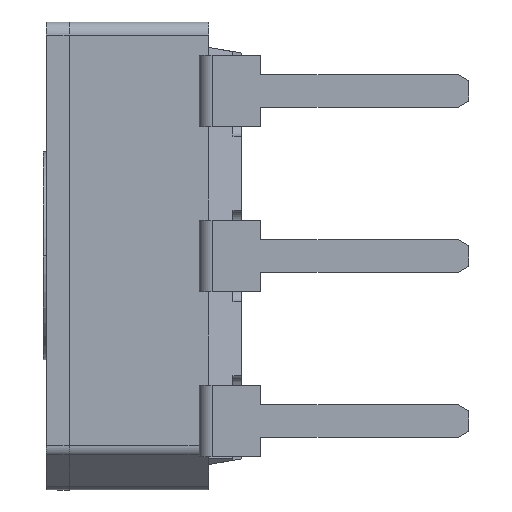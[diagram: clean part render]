
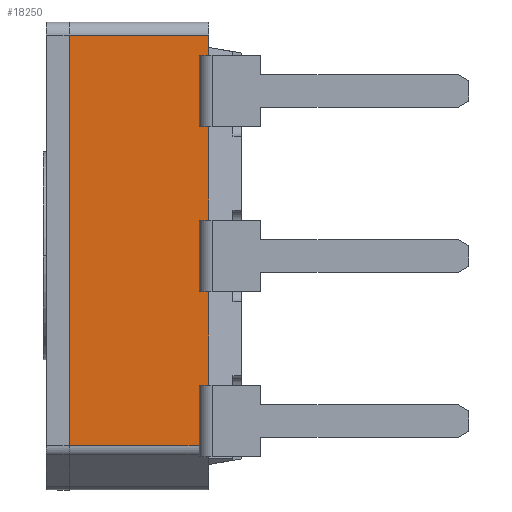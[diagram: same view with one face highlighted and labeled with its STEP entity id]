
A CAD part, left-side view. The second image highlights one B-rep face of the part: STEP entity #18250.
In plain terms, the highlighted planar face has unit normal (-1, 0, 0).
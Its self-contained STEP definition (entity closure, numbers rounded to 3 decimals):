
#103 = VERTEX_POINT ( 'NONE', #5783 ) ;
#521 = VERTEX_POINT ( 'NONE', #29730 ) ;
#848 = ORIENTED_EDGE ( 'NONE', *, *, #12747, .F. ) ;
#1038 = ORIENTED_EDGE ( 'NONE', *, *, #30057, .T. ) ;
#1088 = DIRECTION ( 'NONE',  ( 0., 1., 0. ) ) ;
#1093 = EDGE_CURVE ( 'NONE', #29607, #20954, #14116, .T. ) ;
#1698 = LINE ( 'NONE', #7795, #2502 ) ;
#1747 = CARTESIAN_POINT ( 'NONE',  ( -3.6, 0.651, 1.996 ) ) ;
#1924 = CARTESIAN_POINT ( 'NONE',  ( -3.6, 0.501, 0.55 ) ) ;
#1977 = DIRECTION ( 'NONE',  ( 0., 0., 1. ) ) ;
#2064 = LINE ( 'NONE', #24822, #9062 ) ;
#2502 = VECTOR ( 'NONE', #2839, 1000. ) ;
#2630 = DIRECTION ( 'NONE',  ( 0., 0., 1. ) ) ;
#2839 = DIRECTION ( 'NONE',  ( 0., -1., 0. ) ) ;
#3209 = VERTEX_POINT ( 'NONE', #1747 ) ;
#3266 = EDGE_CURVE ( 'NONE', #521, #22038, #17462, .T. ) ;
#3370 = VECTOR ( 'NONE', #2630, 1000. ) ;
#3392 = CARTESIAN_POINT ( 'NONE',  ( -3.6, -3.499, 3.4 ) ) ;
#3540 = EDGE_CURVE ( 'NONE', #521, #6698, #9576, .T. ) ;
#3970 = ORIENTED_EDGE ( 'NONE', *, *, #18483, .F. ) ;
#4133 = AXIS2_PLACEMENT_3D ( 'NONE', #3392, #15725, #21051 ) ;
#4399 = DIRECTION ( 'NONE',  ( 0., 1., 0. ) ) ;
#5132 = VERTEX_POINT ( 'NONE', #9549 ) ;
#5167 = VECTOR ( 'NONE', #21583, 1000. ) ;
#5230 = CARTESIAN_POINT ( 'NONE',  ( -3.6, 0.501, 1.996 ) ) ;
#5612 = CARTESIAN_POINT ( 'NONE',  ( -3.6, 2.65, -2.917 ) ) ;
#5783 = CARTESIAN_POINT ( 'NONE',  ( -3.6, 0.651, 0.551 ) ) ;
#6147 = VERTEX_POINT ( 'NONE', #8691 ) ;
#6329 = VERTEX_POINT ( 'NONE', #27429 ) ;
#6361 = CARTESIAN_POINT ( 'NONE',  ( -3.6, 0.501, 157.48 ) ) ;
#6453 = ORIENTED_EDGE ( 'NONE', *, *, #21610, .F. ) ;
#6665 = CARTESIAN_POINT ( 'NONE',  ( -3.6, 0.501, 3.09 ) ) ;
#6698 = VERTEX_POINT ( 'NONE', #8209 ) ;
#7248 = LINE ( 'NONE', #17563, #3370 ) ;
#7328 = DIRECTION ( 'NONE',  ( 0., 0., 1. ) ) ;
#7742 = EDGE_CURVE ( 'NONE', #6698, #5132, #30351, .T. ) ;
#7795 = CARTESIAN_POINT ( 'NONE',  ( -3.6, 0.501, 1.996 ) ) ;
#8209 = CARTESIAN_POINT ( 'NONE',  ( -3.6, 0.501, 3.4 ) ) ;
#8610 = CARTESIAN_POINT ( 'NONE',  ( -3.6, 0.651, -2.917 ) ) ;
#8691 = CARTESIAN_POINT ( 'NONE',  ( -3.6, 0.501, -1.99 ) ) ;
#9062 = VECTOR ( 'NONE', #27282, 1000. ) ;
#9286 = DIRECTION ( 'NONE',  ( 0., 0., 1. ) ) ;
#9549 = CARTESIAN_POINT ( 'NONE',  ( -3.6, 2.65, 3.4 ) ) ;
#9576 = LINE ( 'NONE', #30202, #9943 ) ;
#9839 = CARTESIAN_POINT ( 'NONE',  ( -3.6, 0.501, 0.55 ) ) ;
#9878 = ORIENTED_EDGE ( 'NONE', *, *, #1093, .T. ) ;
#9943 = VECTOR ( 'NONE', #20191, 1000. ) ;
#9944 = LINE ( 'NONE', #23432, #10333 ) ;
#10333 = VECTOR ( 'NONE', #1088, 1000. ) ;
#10845 = VECTOR ( 'NONE', #25685, 1000. ) ;
#10983 = ORIENTED_EDGE ( 'NONE', *, *, #29364, .F. ) ;
#11204 = EDGE_LOOP ( 'NONE', ( #31981, #21303, #32005, #10983, #9878, #19604, #32301, #6453, #26206, #3970, #29798, #848, #1038, #19112 ) ) ;
#12007 = DIRECTION ( 'NONE',  ( 0., 0., 1. ) ) ;
#12747 = EDGE_CURVE ( 'NONE', #3209, #20257, #1698, .T. ) ;
#12765 = CARTESIAN_POINT ( 'NONE',  ( -3.6, -3.499, 3.4 ) ) ;
#14116 = LINE ( 'NONE', #17279, #23862 ) ;
#15725 = DIRECTION ( 'NONE',  ( -1., 0., 0. ) ) ;
#16678 = CARTESIAN_POINT ( 'NONE',  ( -3.6, 0.651, 147.32 ) ) ;
#17034 = EDGE_CURVE ( 'NONE', #6147, #6329, #32285, .T. ) ;
#17099 = CARTESIAN_POINT ( 'NONE',  ( -3.6, 0.651, 3.09 ) ) ;
#17279 = CARTESIAN_POINT ( 'NONE',  ( -3.6, 0.651, 147.32 ) ) ;
#17462 = LINE ( 'NONE', #6665, #21750 ) ;
#17563 = CARTESIAN_POINT ( 'NONE',  ( -3.6, 0.651, 147.32 ) ) ;
#17647 = DIRECTION ( 'NONE',  ( 0., -1., 0. ) ) ;
#18250 = ADVANCED_FACE ( 'NONE', ( #25831 ), #23327, .T. ) ;
#18483 = EDGE_CURVE ( 'NONE', #22026, #103, #20783, .T. ) ;
#18698 = VERTEX_POINT ( 'NONE', #20483 ) ;
#18734 = VECTOR ( 'NONE', #1977, 1000. ) ;
#19112 = ORIENTED_EDGE ( 'NONE', *, *, #3266, .F. ) ;
#19604 = ORIENTED_EDGE ( 'NONE', *, *, #30171, .F. ) ;
#19784 = LINE ( 'NONE', #29207, #27950 ) ;
#20095 = EDGE_CURVE ( 'NONE', #5132, #24409, #19784, .T. ) ;
#20191 = DIRECTION ( 'NONE',  ( 0., 0., 1. ) ) ;
#20257 = VERTEX_POINT ( 'NONE', #5230 ) ;
#20483 = CARTESIAN_POINT ( 'NONE',  ( -3.6, 0.651, -0.55 ) ) ;
#20783 = LINE ( 'NONE', #1924, #5167 ) ;
#20954 = VERTEX_POINT ( 'NONE', #31964 ) ;
#21051 = DIRECTION ( 'NONE',  ( 0., 0., -1. ) ) ;
#21303 = ORIENTED_EDGE ( 'NONE', *, *, #7742, .T. ) ;
#21583 = DIRECTION ( 'NONE',  ( 0., 1., 0. ) ) ;
#21610 = EDGE_CURVE ( 'NONE', #18698, #6329, #25599, .T. ) ;
#21750 = VECTOR ( 'NONE', #4399, 1000. ) ;
#21872 = LINE ( 'NONE', #16678, #26140 ) ;
#21895 = CARTESIAN_POINT ( 'NONE',  ( -3.6, 0.501, 157.48 ) ) ;
#22026 = VERTEX_POINT ( 'NONE', #9839 ) ;
#22038 = VERTEX_POINT ( 'NONE', #17099 ) ;
#23327 = PLANE ( 'NONE',  #4133 ) ;
#23432 = CARTESIAN_POINT ( 'NONE',  ( -3.6, 0.501, -1.99 ) ) ;
#23862 = VECTOR ( 'NONE', #7328, 1000. ) ;
#24409 = VERTEX_POINT ( 'NONE', #5612 ) ;
#24822 = CARTESIAN_POINT ( 'NONE',  ( -3.6, -3.499, -2.917 ) ) ;
#25359 = LINE ( 'NONE', #6361, #18734 ) ;
#25599 = LINE ( 'NONE', #32147, #29873 ) ;
#25685 = DIRECTION ( 'NONE',  ( 0., 1., 0. ) ) ;
#25831 = FACE_OUTER_BOUND ( 'NONE', #11204, .T. ) ;
#26140 = VECTOR ( 'NONE', #9286, 1000. ) ;
#26206 = ORIENTED_EDGE ( 'NONE', *, *, #31475, .T. ) ;
#27282 = DIRECTION ( 'NONE',  ( 0., 1., 0. ) ) ;
#27429 = CARTESIAN_POINT ( 'NONE',  ( -3.6, 0.501, -0.549 ) ) ;
#27950 = VECTOR ( 'NONE', #31614, 1000. ) ;
#28383 = VECTOR ( 'NONE', #12007, 1000. ) ;
#29207 = CARTESIAN_POINT ( 'NONE',  ( -3.6, 2.65, -3.51 ) ) ;
#29364 = EDGE_CURVE ( 'NONE', #29607, #24409, #2064, .T. ) ;
#29607 = VERTEX_POINT ( 'NONE', #8610 ) ;
#29730 = CARTESIAN_POINT ( 'NONE',  ( -3.6, 0.501, 3.09 ) ) ;
#29798 = ORIENTED_EDGE ( 'NONE', *, *, #31954, .T. ) ;
#29873 = VECTOR ( 'NONE', #17647, 1000. ) ;
#30057 = EDGE_CURVE ( 'NONE', #3209, #22038, #7248, .T. ) ;
#30171 = EDGE_CURVE ( 'NONE', #6147, #20954, #9944, .T. ) ;
#30202 = CARTESIAN_POINT ( 'NONE',  ( -3.6, 0.501, 157.48 ) ) ;
#30351 = LINE ( 'NONE', #12765, #10845 ) ;
#31475 = EDGE_CURVE ( 'NONE', #18698, #103, #21872, .T. ) ;
#31614 = DIRECTION ( 'NONE',  ( 0., 0., -1. ) ) ;
#31954 = EDGE_CURVE ( 'NONE', #22026, #20257, #25359, .T. ) ;
#31964 = CARTESIAN_POINT ( 'NONE',  ( -3.6, 0.651, -1.99 ) ) ;
#31981 = ORIENTED_EDGE ( 'NONE', *, *, #3540, .T. ) ;
#32005 = ORIENTED_EDGE ( 'NONE', *, *, #20095, .T. ) ;
#32147 = CARTESIAN_POINT ( 'NONE',  ( -3.6, 0.501, -0.55 ) ) ;
#32285 = LINE ( 'NONE', #21895, #28383 ) ;
#32301 = ORIENTED_EDGE ( 'NONE', *, *, #17034, .T. ) ;
